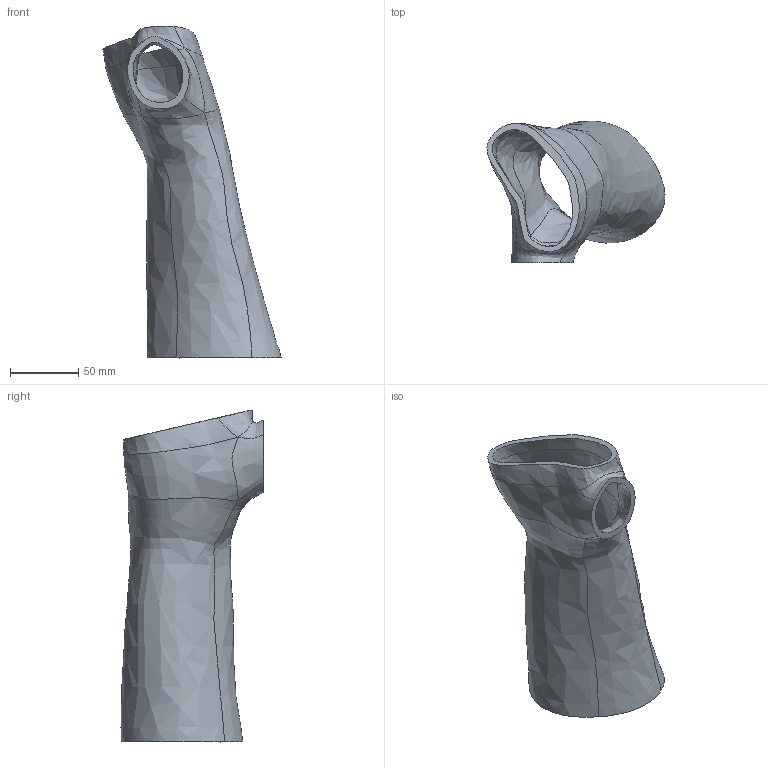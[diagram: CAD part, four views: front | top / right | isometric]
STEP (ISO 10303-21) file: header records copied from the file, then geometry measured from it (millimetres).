
FILE_DESCRIPTION( ( 'STEP Version 203' ), '1' );
FILE_NAME( 'GeomV2.stp', '05/23/24 14:13:35', ( 'GBRUNEL' ), ( ' ' ), 'PSStep 21.0.47', 'DesignModeler STEP Output', ' ' );
FILE_SCHEMA( ( 'AUTOMOTIVE_DESIGN { 1 0 10303 214 1 1 1 1 }' ) );
Length unit declared in the file: metre
Products named in the file (1): Top
Bounding box: 130.86 x 104.41 x 244.06 mm (x, y, z)
Volume: 272836.3 mm3; surface area: 115252.1 mm2
Topology: 1 solids, 1 shells, 21 faces, 44 edges, 24 vertices
Faces by surface type: bspline 18, plane 3
Entity records: 9270 total; most frequent: CARTESIAN_POINT 8804, ORIENTED_EDGE 88, EDGE_CURVE 44, B_SPLINE_CURVE_WITH_KNOTS 44, EDGE_LOOP 24, VERTEX_POINT 24, ADVANCED_FACE 21, FACE_OUTER_BOUND 21
